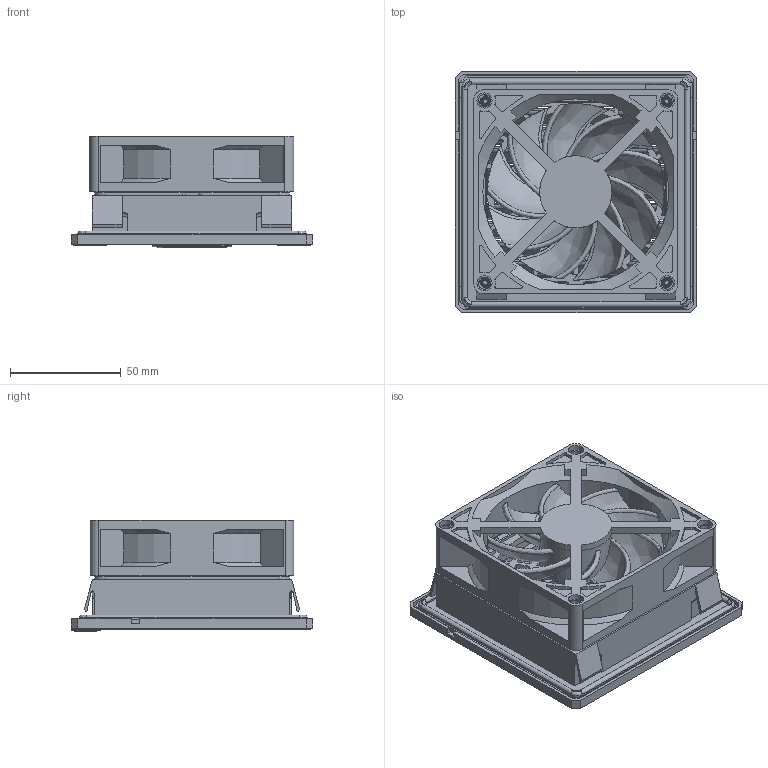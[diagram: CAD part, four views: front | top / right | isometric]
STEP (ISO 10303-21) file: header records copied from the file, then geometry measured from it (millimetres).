
FILE_DESCRIPTION(/* description */ (''),/* implementation_level */ '2;1');
FILE_NAME(/* name */ 'MF 92.stp',/* time_stamp */ '2024-01-22T17:36:34+03:00',/* author */ ('Василий'),/* organization */ (''),/* preprocessor_version */ 'ST-DEVELOPER v18.1',/* originating_system */ 'Autodesk Inventor 2022',/* authorisation */ '');
FILE_SCHEMA (('AUTOMOTIVE_DESIGN { 1 0 10303 214 3 1 1 }'));
Products named in the file (1): MF 92
Bounding box: 109 x 109 x 50.35 mm (x, y, z)
Volume: 141734.4 mm3; surface area: 118418.9 mm2
Topology: 2 solids, 2 shells, 1946 faces, 4815 edges, 3160 vertices
Faces by surface type: plane 915, cylinder 569, bspline 389, torus 53, cone 18, sphere 2
Full cylindrical faces by diameter (mm): 2 x8, 2.5 x2, 3 x1, 4 x4, 5.5 x4, 6.8 x4, 32.6 x1, 84 x1
Entity records: 74918 total; most frequent: CARTESIAN_POINT 26225, DIRECTION 9723, ORIENTED_EDGE 9630, EDGE_CURVE 4815, AXIS2_PLACEMENT_3D 3722, VERTEX_POINT 3160, EDGE_LOOP 2457, LINE 2279
